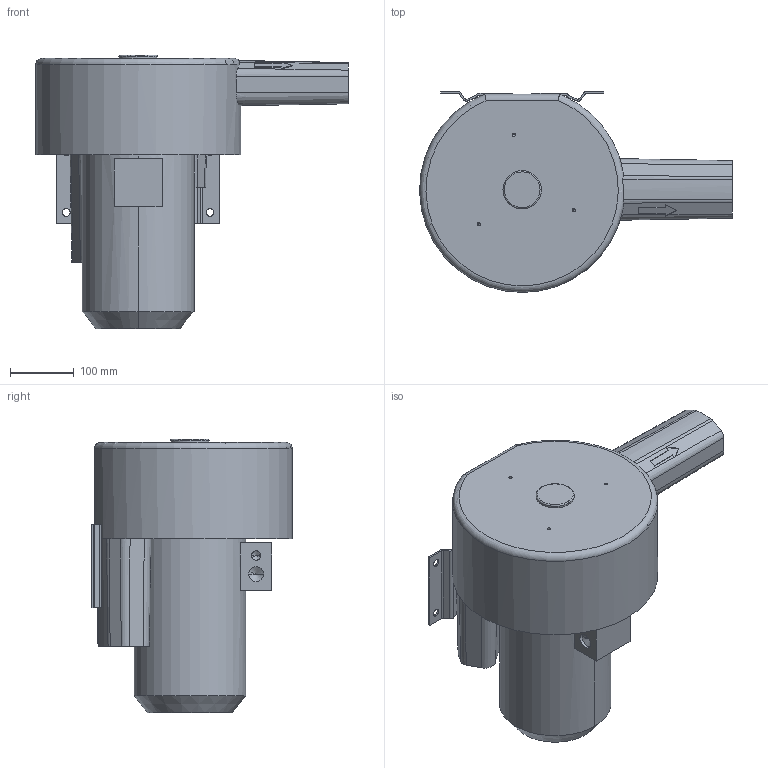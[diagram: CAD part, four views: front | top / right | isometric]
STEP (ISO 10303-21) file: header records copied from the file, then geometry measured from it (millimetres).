
FILE_DESCRIPTION((''),'2;1');
FILE_NAME('ASC0140-2SP221','2016-04-29T',('rnennstiel'),('vacuvane vacuum technology gmbh'),'CREO PARAMETRIC BY PTC INC, 2015290','CREO PARAMETRIC BY PTC INC, 2015290','');
FILE_SCHEMA(('CONFIG_CONTROL_DESIGN'));
Length unit declared in the file: millimetre
Products named in the file (1): ASC0140-2SP221
Bounding box: 489.48 x 314.5 x 428 mm (x, y, z)
Volume: 20445937.5 mm3; surface area: 691573.2 mm2
Topology: 2 solids, 2 shells, 199 faces, 531 edges, 327 vertices
Faces by surface type: cylinder 73, plane 67, cone 56, torus 3
Entity records: 6623 total; most frequent: CARTESIAN_POINT 1627, DIRECTION 1079, ORIENTED_EDGE 1002, EDGE_CURVE 501, AXIS2_PLACEMENT_3D 395, VERTEX_POINT 327, VECTOR 289, LINE 289
